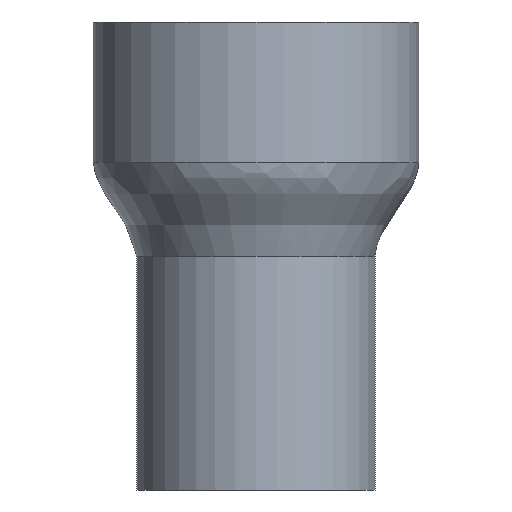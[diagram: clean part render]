
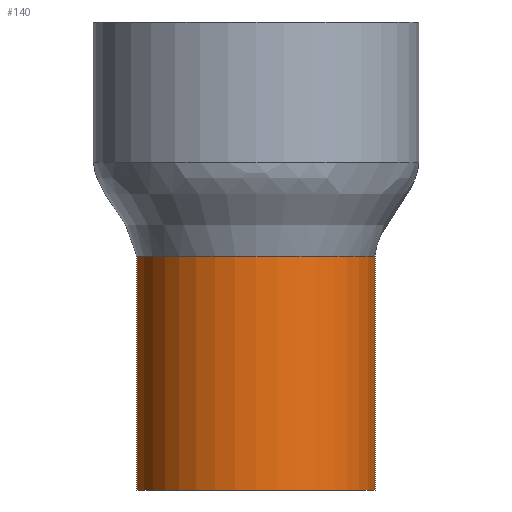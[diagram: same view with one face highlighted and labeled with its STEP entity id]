
A CAD part, front view. The second image highlights one B-rep face of the part: STEP entity #140.
In plain terms, the highlighted cylindrical face has radius 25.5 mm (diameter 51 mm), a full revolution.
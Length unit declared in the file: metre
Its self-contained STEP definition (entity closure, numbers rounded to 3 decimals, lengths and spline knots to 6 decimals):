
#10=CYLINDRICAL_SURFACE('',#190,0.0255);
#32=ORIENTED_EDGE('',*,*,#52,.T.);
#33=ORIENTED_EDGE('',*,*,#53,.F.);
#52=EDGE_CURVE('',#64,#64,#74,.T.);
#53=EDGE_CURVE('',#65,#65,#75,.T.);
#64=VERTEX_POINT('',#831);
#65=VERTEX_POINT('',#833);
#74=CIRCLE('',#191,0.0255);
#75=CIRCLE('',#192,0.0255);
#90=EDGE_LOOP('',(#32));
#91=EDGE_LOOP('',(#33));
#114=FACE_BOUND('',#90,.T.);
#115=FACE_BOUND('',#91,.T.);
#140=ADVANCED_FACE('',(#114,#115),#10,.T.);
#190=AXIS2_PLACEMENT_3D('',#829,#219,#220);
#191=AXIS2_PLACEMENT_3D('',#830,#221,#222);
#192=AXIS2_PLACEMENT_3D('',#832,#223,#224);
#219=DIRECTION('',(0.,0.,1.));
#220=DIRECTION('',(1.,0.,0.));
#221=DIRECTION('',(0.,0.,1.));
#222=DIRECTION('',(1.,0.,0.));
#223=DIRECTION('',(0.,0.,1.));
#224=DIRECTION('',(1.,0.,0.));
#829=CARTESIAN_POINT('',(0.010312,0.000322,-0.05));
#830=CARTESIAN_POINT('',(0.010312,0.000322,-0.05));
#831=CARTESIAN_POINT('',(0.035812,0.000322,-0.05));
#832=CARTESIAN_POINT('',(0.010312,0.000322,0.));
#833=CARTESIAN_POINT('',(0.035812,0.000322,0.));
